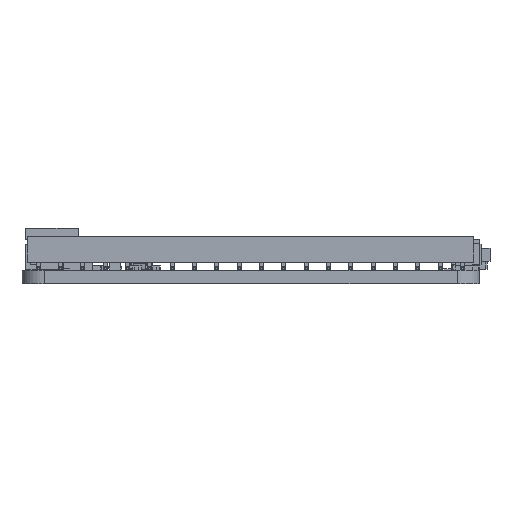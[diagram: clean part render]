
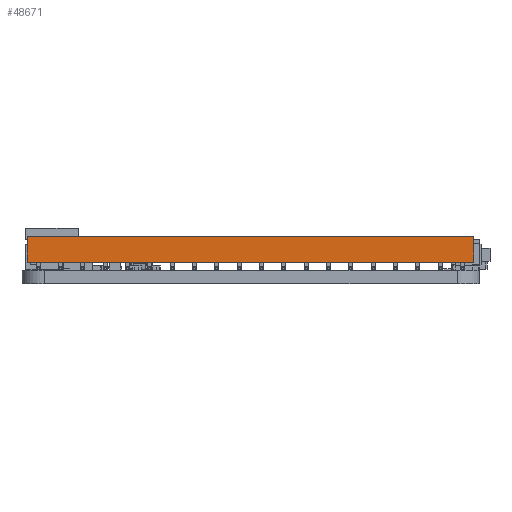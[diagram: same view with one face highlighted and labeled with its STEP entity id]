
A CAD part, front view. The second image highlights one B-rep face of the part: STEP entity #48671.
In plain terms, the highlighted planar face has unit normal (0, -1, 0).
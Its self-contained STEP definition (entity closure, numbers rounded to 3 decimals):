
#2023=PLANE('',#52423);
#4629=FACE_OUTER_BOUND('',#8118,.T.);
#8118=EDGE_LOOP('',(#39980,#39981,#39982,#39983));
#12295=LINE('',#74306,#18006);
#12303=LINE('',#74321,#18014);
#12304=LINE('',#74323,#18015);
#12305=LINE('',#74324,#18016);
#18006=VECTOR('',#60987,10.);
#18014=VECTOR('',#60999,10.);
#18015=VECTOR('',#61002,10.);
#18016=VECTOR('',#61003,10.);
#24247=VERTEX_POINT('',#74302);
#24249=VERTEX_POINT('',#74305);
#24253=VERTEX_POINT('',#74317);
#24254=VERTEX_POINT('',#74319);
#29731=EDGE_CURVE('',#24247,#24249,#12295,.T.);
#29739=EDGE_CURVE('',#24253,#24254,#12303,.T.);
#29740=EDGE_CURVE('',#24253,#24247,#12304,.T.);
#29741=EDGE_CURVE('',#24249,#24254,#12305,.T.);
#39980=ORIENTED_EDGE('',*,*,#29740,.F.);
#39981=ORIENTED_EDGE('',*,*,#29739,.T.);
#39982=ORIENTED_EDGE('',*,*,#29741,.F.);
#39983=ORIENTED_EDGE('',*,*,#29731,.F.);
#48671=ADVANCED_FACE('',(#4629),#2023,.T.);
#52423=AXIS2_PLACEMENT_3D('',#74322,#61000,#61001);
#60987=DIRECTION('',(1.,0.,0.));
#60999=DIRECTION('',(1.,0.,0.));
#61000=DIRECTION('center_axis',(0.,-1.,0.));
#61001=DIRECTION('ref_axis',(0.,0.,-1.));
#61002=DIRECTION('',(0.,0.,1.));
#61003=DIRECTION('',(0.,0.,-1.));
#74302=CARTESIAN_POINT('',(-1.27,-3.81,3.8));
#74305=CARTESIAN_POINT('',(49.53,-3.81,3.8));
#74306=CARTESIAN_POINT('',(-1.27,-3.81,3.8));
#74317=CARTESIAN_POINT('',(-1.27,-3.81,0.92));
#74319=CARTESIAN_POINT('',(49.53,-3.81,0.92));
#74321=CARTESIAN_POINT('',(-1.27,-3.81,0.92));
#74322=CARTESIAN_POINT('Origin',(-1.27,-3.81,3.8));
#74323=CARTESIAN_POINT('',(-1.27,-3.81,0.92));
#74324=CARTESIAN_POINT('',(49.53,-3.81,0.92));
